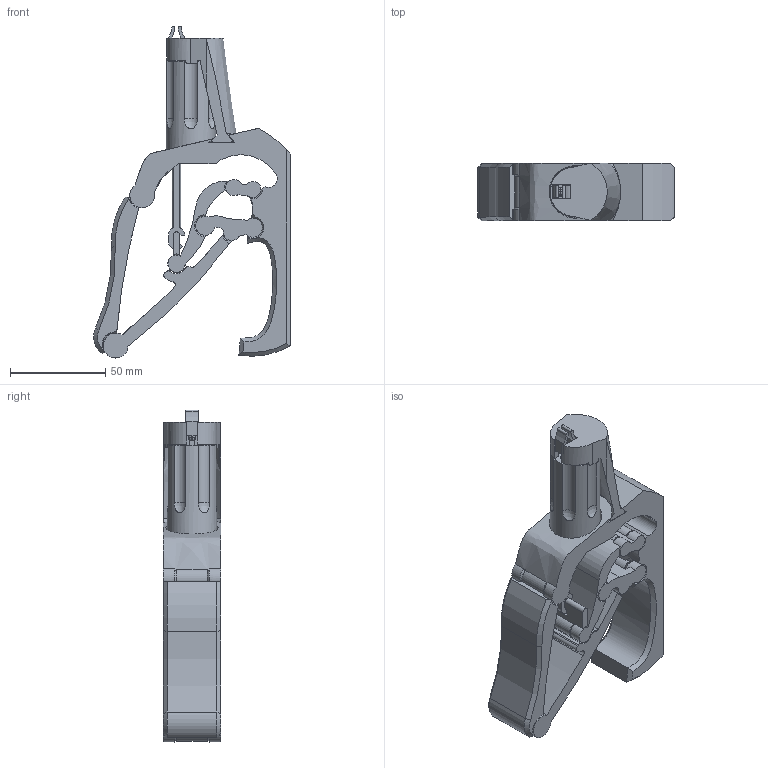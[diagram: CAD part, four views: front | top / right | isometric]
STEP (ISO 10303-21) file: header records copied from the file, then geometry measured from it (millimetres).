
FILE_DESCRIPTION(/* description */ ('STEP AP242','CAx-IF Rec.Pracs.---Representation and Presentation of Product Manufacturing Information (PMI)---4.0---2014-10-13','CAx-IF Rec.Pracs.---3D Tessellated Geometry---0.4---2014-09-14','2;1'),/* implementation_level */ '2;1');
FILE_NAME(/* name */ '6840f613bab16732290410b6',/* time_stamp */ '2025-06-05T01:42:45Z',/* author */ (''),/* organization */ (''),/* preprocessor_version */ 'ST-DEVELOPER v20',/* originating_system */ 'ONSHAPE BY PTC INC, 1.198',/* authorisation */ ' ');
FILE_SCHEMA (('AP242_MANAGED_MODEL_BASED_3D_ENGINEERING_MIM_LF { 1 0 10303 442 1 1 4 }'));
Length unit declared in the file: metre
Products named in the file (19): Part 18; Part 11; magazine; the cap; Part 21; Part 20; Part 9; Part 8; Part 7; Part 1; Part 5; Part 2
Bounding box: 103.08 x 30 x 173.99 mm (x, y, z)
Volume: 165628.4 mm3; surface area: 68691.3 mm2
Topology: 19 solids, 19 shells, 712 faces, 1910 edges, 1206 vertices
Faces by surface type: bspline 306, plane 218, cylinder 127, cone 55, torus 6
Full cylindrical faces by diameter (mm): 3 x6, 3.4 x6, 4 x2, 4.4 x2, 4.988 x7, 25.976 x1
Entity records: 35214 total; most frequent: CARTESIAN_POINT 20116, ORIENTED_EDGE 3628, DIRECTION 1976, EDGE_CURVE 1814, VERTEX_POINT 1171, B_SPLINE_CURVE_WITH_KNOTS 1032, FACE_BOUND 791, EDGE_LOOP 789
